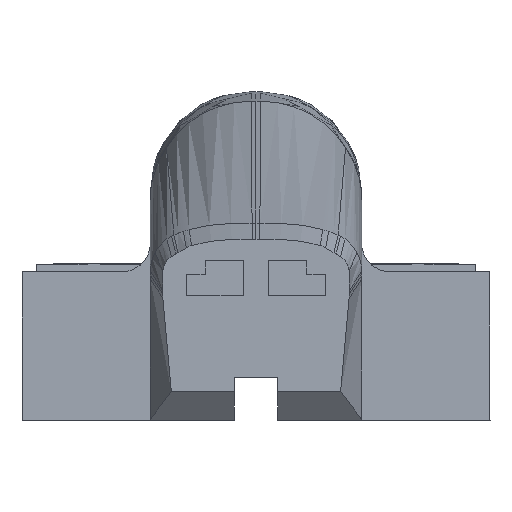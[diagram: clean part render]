
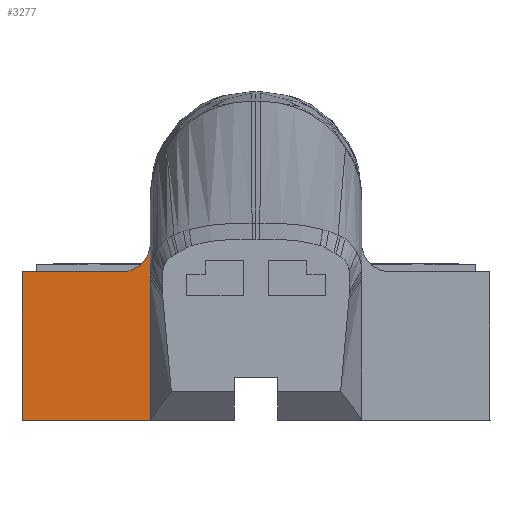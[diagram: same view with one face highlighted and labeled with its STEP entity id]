
A CAD part, front view. The second image highlights one B-rep face of the part: STEP entity #3277.
In plain terms, the highlighted planar face has unit normal (0, -1, 0).
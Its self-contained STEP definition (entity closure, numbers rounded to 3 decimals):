
#394=FACE_OUTER_BOUND('',#580,.T.);
#580=EDGE_LOOP('',(#2811,#2812,#2813,#2814,#2815));
#685=CIRCLE('',#3496,4.);
#840=LINE('',#8415,#1124);
#845=LINE('',#8446,#1129);
#906=LINE('',#9210,#1190);
#907=LINE('',#9211,#1191);
#1124=VECTOR('',#3921,1.);
#1129=VECTOR('',#3934,1.);
#1190=VECTOR('',#4047,1.);
#1191=VECTOR('',#4048,1.);
#1464=VERTEX_POINT('',#8412);
#1465=VERTEX_POINT('',#8414);
#1473=VERTEX_POINT('',#8445);
#1545=VERTEX_POINT('',#9205);
#1546=VERTEX_POINT('',#9209);
#1889=EDGE_CURVE('',#1464,#1465,#840,.T.);
#1898=EDGE_CURVE('',#1473,#1465,#845,.T.);
#1988=EDGE_CURVE('',#1464,#1545,#685,.F.);
#1989=EDGE_CURVE('',#1546,#1545,#906,.T.);
#1990=EDGE_CURVE('',#1546,#1473,#907,.T.);
#2811=ORIENTED_EDGE('',*,*,#1989,.F.);
#2812=ORIENTED_EDGE('',*,*,#1990,.T.);
#2813=ORIENTED_EDGE('',*,*,#1898,.T.);
#2814=ORIENTED_EDGE('',*,*,#1889,.F.);
#2815=ORIENTED_EDGE('',*,*,#1988,.T.);
#3131=PLANE('',#3497);
#3277=ADVANCED_FACE('',(#394),#3131,.T.);
#3496=AXIS2_PLACEMENT_3D('',#9207,#4043,#4044);
#3497=AXIS2_PLACEMENT_3D('',#9208,#4045,#4046);
#3921=DIRECTION('',(0.,0.,-1.));
#3934=DIRECTION('',(1.,0.,0.));
#4043=DIRECTION('center_axis',(0.,-1.,
0.));
#4044=DIRECTION('ref_axis',(0.998,0.,0.066));
#4045=DIRECTION('center_axis',(0.,-1.,
0.));
#4046=DIRECTION('ref_axis',(1.,0.,-0.009));
#4047=DIRECTION('',(1.,0.,0.));
#4048=DIRECTION('',(0.,0.,-1.));
#8412=CARTESIAN_POINT('',(-669.673,-58.268,31.597));
#8414=CARTESIAN_POINT('',(-669.673,-58.267,6.965));
#8415=CARTESIAN_POINT('',(-669.673,-58.267,19.281));
#8445=CARTESIAN_POINT('',(-687.5,-58.259,6.965));
#8446=CARTESIAN_POINT('',(-678.587,-58.263,6.965));
#9205=CARTESIAN_POINT('',(-673.673,-58.266,27.597));
#9207=CARTESIAN_POINT('Origin',(-673.673,-58.266,31.597));
#9208=CARTESIAN_POINT('Origin',(-696.032,-58.257,32.57));
#9209=CARTESIAN_POINT('',(-687.5,-58.26,27.598));
#9210=CARTESIAN_POINT('',(-680.587,-58.263,27.597));
#9211=CARTESIAN_POINT('',(-687.5,-58.26,17.281));
